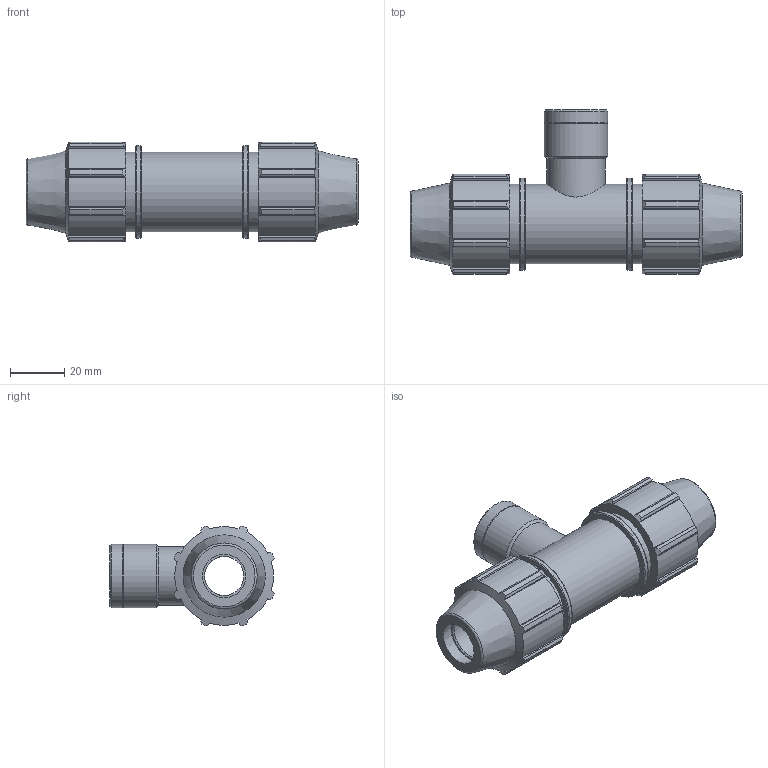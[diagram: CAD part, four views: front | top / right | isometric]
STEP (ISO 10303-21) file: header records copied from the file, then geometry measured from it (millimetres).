
FILE_DESCRIPTION(/* description */ ('PLASSON TEE WITH THREADED FEMALE OFFTAKE 16-1/2"-16'),/* implementation_level */ '2;1');
FILE_NAME(/* name */ '071406016005__0714060160050A.ipt.stp',/* time_stamp */ '2017-06-06T17:15:49+03:00',/* author */ ('KIM'),/* organization */ (''),/* preprocessor_version */ 'ST-DEVELOPER v15.6',/* originating_system */ 'Autodesk Inventor 2015',/* authorisation */ '');
FILE_SCHEMA (('AUTOMOTIVE_DESIGN { 1 0 10303 214 3 1 1 }'));
Length unit declared in the file: millimetre
Products named in the file (1): 071406016005__0714060160050A
Bounding box: 122 x 60.35 x 36.7 mm (x, y, z)
Volume: 76693.2 mm3; surface area: 25286.6 mm2
Topology: 1 solids, 1 shells, 157 faces, 419 edges, 275 vertices
Faces by surface type: plane 79, cylinder 45, cone 27, torus 6
Full cylindrical faces by diameter (mm): 14.4 x2, 16 x2, 18.631 x1, 21.426 x1, 23.289 x2, 29.25 x3, 33.93 x2
Entity records: 4851 total; most frequent: CARTESIAN_POINT 985, ORIENTED_EDGE 762, DIRECTION 756, EDGE_CURVE 381, AXIS2_PLACEMENT_3D 282, VERTEX_POINT 269, EDGE_LOOP 204, LINE 192
